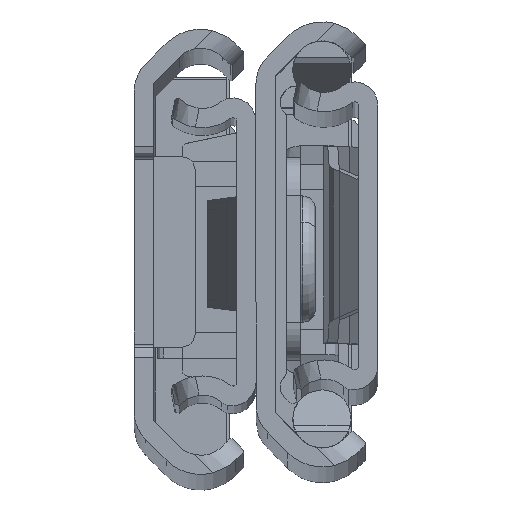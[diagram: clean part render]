
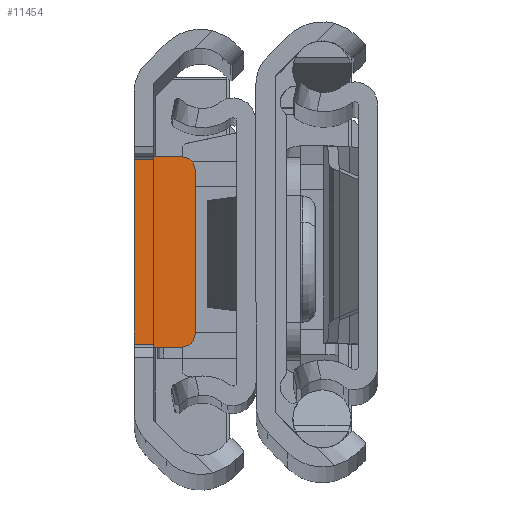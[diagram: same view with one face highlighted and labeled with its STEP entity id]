
A CAD part, top view. The second image highlights one B-rep face of the part: STEP entity #11454.
In plain terms, the highlighted planar face has unit normal (0, 0, 1).
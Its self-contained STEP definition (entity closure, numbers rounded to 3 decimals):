
#50 = ORIENTED_EDGE ( 'NONE', *, *, #9968, .F. ) ;
#120 = VERTEX_POINT ( 'NONE', #17659 ) ;
#176 = CIRCLE ( 'NONE', #2829, 1. ) ;
#475 = DIRECTION ( 'NONE',  ( 0., 0., 1. ) ) ;
#847 = LINE ( 'NONE', #19712, #15107 ) ;
#1429 = CIRCLE ( 'NONE', #17232, 1. ) ;
#1714 = ORIENTED_EDGE ( 'NONE', *, *, #15329, .F. ) ;
#1754 = VERTEX_POINT ( 'NONE', #20323 ) ;
#2224 = VERTEX_POINT ( 'NONE', #10855 ) ;
#2705 = DIRECTION ( 'NONE',  ( -1., 0., 0. ) ) ;
#2791 = CARTESIAN_POINT ( 'NONE',  ( -1.5, -7.5, -4. ) ) ;
#2829 = AXIS2_PLACEMENT_3D ( 'NONE', #2831, #19732, #7176 ) ;
#2831 = CARTESIAN_POINT ( 'NONE',  ( 2.3, -6.5, -4. ) ) ;
#3396 = AXIS2_PLACEMENT_3D ( 'NONE', #10340, #13742, #16616 ) ;
#3620 = LINE ( 'NONE', #10133, #10408 ) ;
#3985 = CARTESIAN_POINT ( 'NONE',  ( 3.3, 6.5, -4. ) ) ;
#4034 = DIRECTION ( 'NONE',  ( 1., 0., 0. ) ) ;
#4333 = VERTEX_POINT ( 'NONE', #15988 ) ;
#5143 = EDGE_LOOP ( 'NONE', ( #5999, #13282, #10769, #50, #9738, #10745, #1714, #8117 ) ) ;
#5586 = CARTESIAN_POINT ( 'NONE',  ( -1.5, -7.5, -4. ) ) ;
#5845 = EDGE_CURVE ( 'NONE', #18386, #8771, #19689, .T. ) ;
#5999 = ORIENTED_EDGE ( 'NONE', *, *, #17886, .F. ) ;
#6596 = EDGE_CURVE ( 'NONE', #4333, #2224, #847, .T. ) ;
#6610 = LINE ( 'NONE', #11070, #11704 ) ;
#6789 = DIRECTION ( 'NONE',  ( 0., 1., 0. ) ) ;
#7176 = DIRECTION ( 'NONE',  ( 0., 1., 0. ) ) ;
#7329 = FACE_OUTER_BOUND ( 'NONE', #5143, .T. ) ;
#8117 = ORIENTED_EDGE ( 'NONE', *, *, #16416, .T. ) ;
#8771 = VERTEX_POINT ( 'NONE', #14644 ) ;
#9738 = ORIENTED_EDGE ( 'NONE', *, *, #14517, .F. ) ;
#9968 = EDGE_CURVE ( 'NONE', #120, #2224, #12592, .T. ) ;
#10133 = CARTESIAN_POINT ( 'NONE',  ( 3.3, -7.5, -4. ) ) ;
#10340 = CARTESIAN_POINT ( 'NONE',  ( -1.5, 7.5, -4. ) ) ;
#10408 = VECTOR ( 'NONE', #13129, 1000. ) ;
#10745 = ORIENTED_EDGE ( 'NONE', *, *, #5845, .T. ) ;
#10769 = ORIENTED_EDGE ( 'NONE', *, *, #6596, .T. ) ;
#10855 = CARTESIAN_POINT ( 'NONE',  ( 0., 7.5, -4. ) ) ;
#11070 = CARTESIAN_POINT ( 'NONE',  ( -1.5, 7.5, -4. ) ) ;
#11260 = DIRECTION ( 'NONE',  ( 0., 1., 0. ) ) ;
#11454 = ADVANCED_FACE ( 'NONE', ( #7329 ), #15276, .F. ) ;
#11704 = VECTOR ( 'NONE', #11260, 1000. ) ;
#11914 = LINE ( 'NONE', #18367, #19660 ) ;
#12282 = CARTESIAN_POINT ( 'NONE',  ( -1.5, 7.5, -4. ) ) ;
#12592 = LINE ( 'NONE', #12282, #17502 ) ;
#13084 = CARTESIAN_POINT ( 'NONE',  ( 2.3, -7.5, -4. ) ) ;
#13129 = DIRECTION ( 'NONE',  ( -1., 0., 0. ) ) ;
#13282 = ORIENTED_EDGE ( 'NONE', *, *, #20070, .T. ) ;
#13742 = DIRECTION ( 'NONE',  ( 0., 0., -1. ) ) ;
#14517 = EDGE_CURVE ( 'NONE', #18386, #120, #6610, .T. ) ;
#14644 = CARTESIAN_POINT ( 'NONE',  ( 0., -7.5, -4. ) ) ;
#15107 = VECTOR ( 'NONE', #2705, 1000. ) ;
#15276 = PLANE ( 'NONE',  #3396 ) ;
#15329 = EDGE_CURVE ( 'NONE', #17240, #8771, #3620, .T. ) ;
#15988 = CARTESIAN_POINT ( 'NONE',  ( 2.3, 7.5, -4. ) ) ;
#16416 = EDGE_CURVE ( 'NONE', #17240, #1754, #176, .T. ) ;
#16616 = DIRECTION ( 'NONE',  ( 0., 1., 0. ) ) ;
#16947 = DIRECTION ( 'NONE',  ( 0., -1., 0. ) ) ;
#17232 = AXIS2_PLACEMENT_3D ( 'NONE', #17497, #475, #6789 ) ;
#17240 = VERTEX_POINT ( 'NONE', #13084 ) ;
#17432 = VERTEX_POINT ( 'NONE', #3985 ) ;
#17497 = CARTESIAN_POINT ( 'NONE',  ( 2.3, 6.5, -4. ) ) ;
#17502 = VECTOR ( 'NONE', #18845, 1000. ) ;
#17659 = CARTESIAN_POINT ( 'NONE',  ( -1.5, 7.5, -4. ) ) ;
#17886 = EDGE_CURVE ( 'NONE', #17432, #1754, #11914, .T. ) ;
#18367 = CARTESIAN_POINT ( 'NONE',  ( 3.3, -7.5, -4. ) ) ;
#18386 = VERTEX_POINT ( 'NONE', #2791 ) ;
#18845 = DIRECTION ( 'NONE',  ( 1., 0., 0. ) ) ;
#19660 = VECTOR ( 'NONE', #16947, 1000. ) ;
#19689 = LINE ( 'NONE', #5586, #20365 ) ;
#19712 = CARTESIAN_POINT ( 'NONE',  ( 3.3, 7.5, -4. ) ) ;
#19732 = DIRECTION ( 'NONE',  ( 0., 0., 1. ) ) ;
#20070 = EDGE_CURVE ( 'NONE', #17432, #4333, #1429, .T. ) ;
#20323 = CARTESIAN_POINT ( 'NONE',  ( 3.3, -6.5, -4. ) ) ;
#20365 = VECTOR ( 'NONE', #4034, 1000. ) ;
